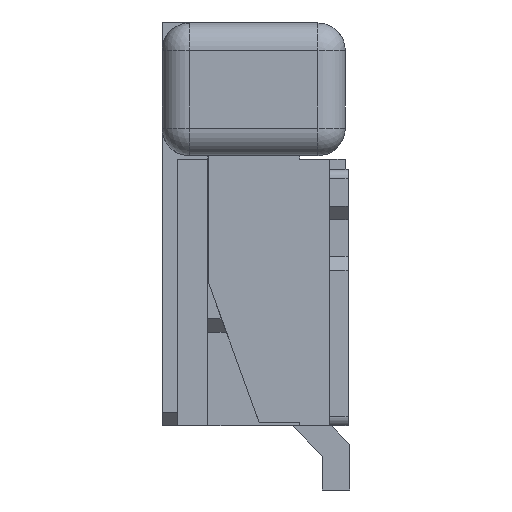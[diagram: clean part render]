
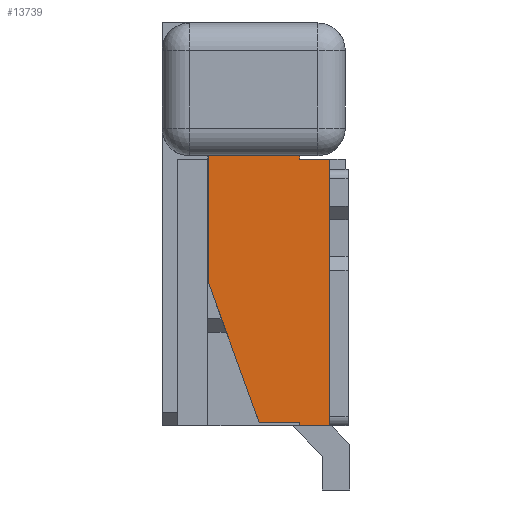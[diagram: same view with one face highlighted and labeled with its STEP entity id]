
A CAD part, left-side view. The second image highlights one B-rep face of the part: STEP entity #13739.
In plain terms, the highlighted planar face has unit normal (-1, 0, 0).
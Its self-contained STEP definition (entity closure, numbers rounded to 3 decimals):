
#327=FACE_OUTER_BOUND('',#1033,.T.);
#1033=EDGE_LOOP('',(#8740,#8741,#8742,#8743,#8744,#8745,#8746,#8747,#8748,
#8749));
#1786=LINE('',#18910,#3579);
#1810=LINE('',#18959,#3603);
#1813=LINE('',#18965,#3606);
#1827=LINE('',#18991,#3620);
#1849=LINE('',#19034,#3642);
#1854=LINE('',#19044,#3647);
#1860=LINE('',#19055,#3653);
#1861=LINE('',#19057,#3654);
#1862=LINE('',#19059,#3655);
#1863=LINE('',#19060,#3656);
#3579=VECTOR('',#15405,0.99);
#3603=VECTOR('',#15439,0.04);
#3606=VECTOR('',#15444,0.33);
#3620=VECTOR('',#15460,0.04);
#3642=VECTOR('',#15488,1.399);
#3647=VECTOR('',#15497,1.608);
#3653=VECTOR('',#15505,0.44);
#3654=VECTOR('',#15506,0.33);
#3655=VECTOR('',#15507,2.8);
#3656=VECTOR('',#15508,0.11);
#5377=VERTEX_POINT('',#18907);
#5378=VERTEX_POINT('',#18909);
#5398=VERTEX_POINT('',#18958);
#5400=VERTEX_POINT('',#18964);
#5410=VERTEX_POINT('',#18988);
#5411=VERTEX_POINT('',#18990);
#5429=VERTEX_POINT('',#19032);
#5432=VERTEX_POINT('',#19043);
#5437=VERTEX_POINT('',#19056);
#5438=VERTEX_POINT('',#19058);
#6674=EDGE_CURVE('',#5377,#5378,#1786,.T.);
#6698=EDGE_CURVE('',#5378,#5398,#1810,.T.);
#6701=EDGE_CURVE('',#5400,#5398,#1813,.T.);
#6715=EDGE_CURVE('',#5410,#5411,#1827,.T.);
#6737=EDGE_CURVE('',#5377,#5429,#1849,.T.);
#6742=EDGE_CURVE('',#5429,#5432,#1854,.T.);
#6748=EDGE_CURVE('',#5432,#5411,#1860,.T.);
#6749=EDGE_CURVE('',#5410,#5437,#1861,.T.);
#6750=EDGE_CURVE('',#5437,#5438,#1862,.T.);
#6751=EDGE_CURVE('',#5400,#5438,#1863,.T.);
#8740=ORIENTED_EDGE('',*,*,#6698,.F.);
#8741=ORIENTED_EDGE('',*,*,#6674,.F.);
#8742=ORIENTED_EDGE('',*,*,#6737,.T.);
#8743=ORIENTED_EDGE('',*,*,#6742,.T.);
#8744=ORIENTED_EDGE('',*,*,#6748,.T.);
#8745=ORIENTED_EDGE('',*,*,#6715,.F.);
#8746=ORIENTED_EDGE('',*,*,#6749,.T.);
#8747=ORIENTED_EDGE('',*,*,#6750,.T.);
#8748=ORIENTED_EDGE('',*,*,#6751,.F.);
#8749=ORIENTED_EDGE('',*,*,#6701,.T.);
#12466=PLANE('',#14481);
#13739=ADVANCED_FACE('',(#327),#12466,.T.);
#14481=AXIS2_PLACEMENT_3D('',#19054,#15503,#15504);
#15405=DIRECTION('',(0.,-1.,0.));
#15439=DIRECTION('',(0.,0.,-1.));
#15444=DIRECTION('',(0.,1.,0.));
#15460=DIRECTION('',(0.,0.,1.));
#15488=DIRECTION('',(0.,0.,-1.));
#15497=DIRECTION('',(0.,-0.342,-0.94));
#15503=DIRECTION('center_axis',(-1.,0.,0.));
#15504=DIRECTION('ref_axis',(0.,-1.,0.));
#15505=DIRECTION('',(0.,-1.,0.));
#15506=DIRECTION('',(0.,-1.,0.));
#15507=DIRECTION('',(0.,0.,1.));
#15508=DIRECTION('',(0.,0.,-1.));
#18907=CARTESIAN_POINT('',(-13.12,0.49,-1.45));
#18909=CARTESIAN_POINT('',(-13.12,-0.5,-1.45));
#18910=CARTESIAN_POINT('',(-13.12,0.49,-1.45));
#18958=CARTESIAN_POINT('',(-13.12,-0.5,-1.49));
#18959=CARTESIAN_POINT('',(-13.12,-0.5,-1.45));
#18964=CARTESIAN_POINT('',(-13.12,-0.83,-1.49));
#18965=CARTESIAN_POINT('',(-13.12,-0.83,-1.49));
#18988=CARTESIAN_POINT('',(-13.12,-0.5,-4.4));
#18990=CARTESIAN_POINT('',(-13.12,-0.5,-4.36));
#18991=CARTESIAN_POINT('',(-13.12,-0.5,-4.4));
#19032=CARTESIAN_POINT('',(-13.12,0.49,-2.849));
#19034=CARTESIAN_POINT('',(-13.12,0.49,-1.45));
#19043=CARTESIAN_POINT('',(-13.12,-0.06,-4.36));
#19044=CARTESIAN_POINT('',(-13.12,0.49,-2.849));
#19054=CARTESIAN_POINT('Origin',(-13.12,0.83,-1.45));
#19055=CARTESIAN_POINT('',(-13.12,-0.06,-4.36));
#19056=CARTESIAN_POINT('',(-13.12,-0.83,-4.4));
#19057=CARTESIAN_POINT('',(-13.12,-0.5,-4.4));
#19058=CARTESIAN_POINT('',(-13.12,-0.83,-1.6));
#19059=CARTESIAN_POINT('',(-13.12,-0.83,-4.4));
#19060=CARTESIAN_POINT('',(-13.12,-0.83,-1.49));
